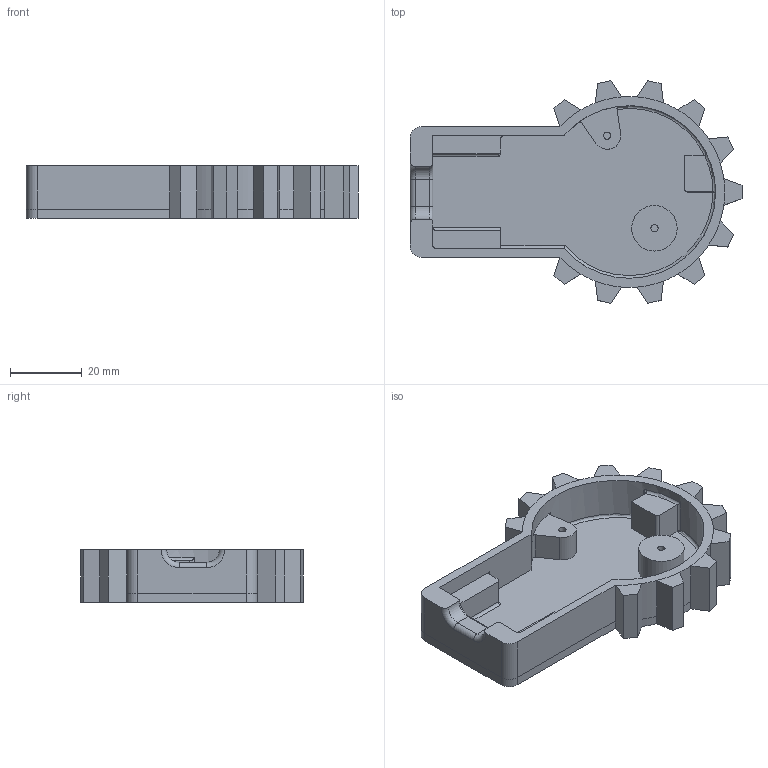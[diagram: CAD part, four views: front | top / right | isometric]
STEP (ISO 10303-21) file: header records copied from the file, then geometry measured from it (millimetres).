
FILE_DESCRIPTION(('FreeCAD Model'),'2;1');
FILE_NAME('Open CASCADE Shape Model','2023-04-23T11:32:48',(''),(''), 'Open CASCADE STEP processor 7.6','FreeCAD','Unknown');
FILE_SCHEMA(('AUTOMOTIVE_DESIGN { 1 0 10303 214 1 1 1 1 }'));
Length unit declared in the file: millimetre
Products named in the file (1): Body
Bounding box: 92.81 x 62.24 x 14.73 mm (x, y, z)
Volume: 25858.5 mm3; surface area: 15710 mm2
Topology: 1 solids, 1 shells, 143 faces, 361 edges, 222 vertices
Faces by surface type: plane 84, cylinder 50, torus 7, bspline 2
Full cylindrical faces by diameter (mm): 2.032 x2, 12.7 x1
Entity records: 9626 total; most frequent: CARTESIAN_POINT 2319, DIRECTION 1412, LINE 813, VECTOR 813, ORIENTED_EDGE 720, PCURVE 720, DEFINITIONAL_REPRESENTATION 720, EDGE_CURVE 360
